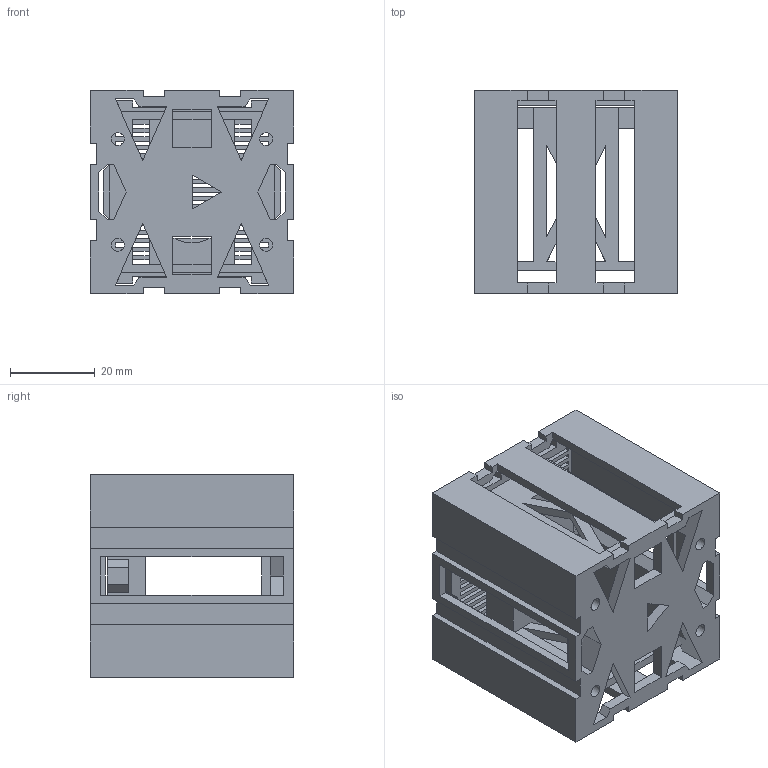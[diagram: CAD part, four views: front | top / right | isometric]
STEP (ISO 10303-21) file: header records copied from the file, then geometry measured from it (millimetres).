
FILE_DESCRIPTION(/* description */ (''),/* implementation_level */ '2;1');
FILE_NAME(/* name */ '03bc4465-2f3c-48b6-a6a8-1b3eebbe0fd2.stp',/* time_stamp */ '2021-12-10T13:45:18+00:00',/* author */ (''),/* organization */ (''),/* preprocessor_version */ 'ST-DEVELOPER v18.1',/* originating_system */ 'Autodesk Translation Framework v10.10.0.1391',/* authorisation */ '');
FILE_SCHEMA (('AUTOMOTIVE_DESIGN { 1 0 10303 214 3 1 1 }'));
Length unit declared in the file: millimetre
Products named in the file (1): Gas Module
Bounding box: 48 x 48 x 48 mm (x, y, z)
Volume: 32564.7 mm3; surface area: 32742.3 mm2
Topology: 3 solids, 3 shells, 336 faces, 1024 edges, 672 vertices
Faces by surface type: plane 321, cylinder 15
Full cylindrical faces by diameter (mm): 3 x12, 4.8 x2, 17 x1
Entity records: 11499 total; most frequent: ORIENTED_EDGE 2048, CARTESIAN_POINT 2033, DIRECTION 1728, EDGE_CURVE 1024, LINE 994, VECTOR 994, VERTEX_POINT 672, EDGE_LOOP 440
